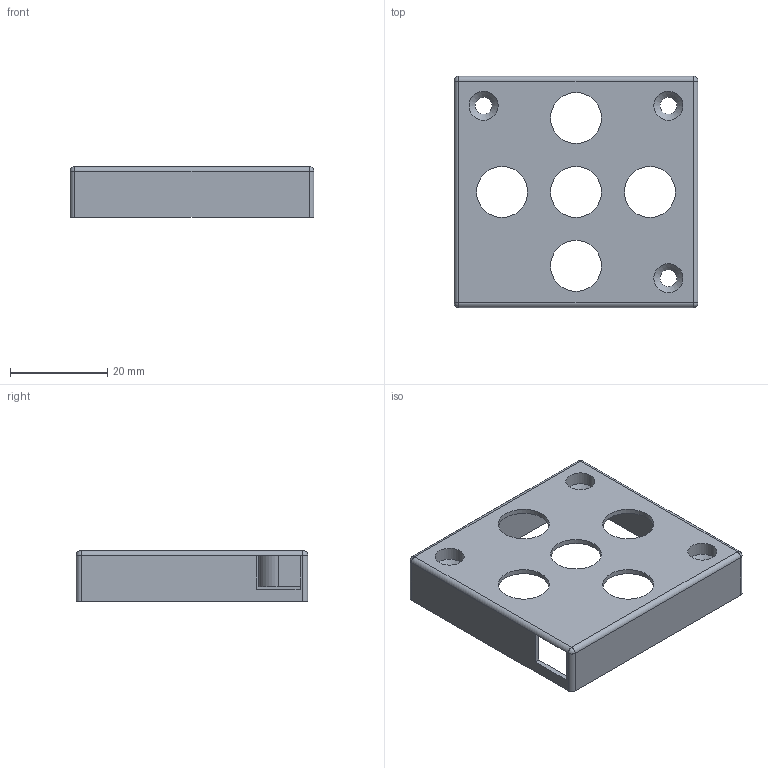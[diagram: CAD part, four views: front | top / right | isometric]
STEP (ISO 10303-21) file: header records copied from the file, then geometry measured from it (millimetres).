
FILE_DESCRIPTION(('FreeCAD Model'),'2;1');
FILE_NAME('keypad-case.step','2015-07-05T14:34:23',('FreeCAD'),('FreeCAD'), 'Open CASCADE STEP processor 6.5','FreeCAD','Unknown');
FILE_SCHEMA(('AUTOMOTIVE_DESIGN_CC2 { 1 2 10303 214 -1 1 5 4 }'));
Length unit declared in the file: millimetre
Products named in the file (1): keypad-case
Bounding box: 50.26 x 47.72 x 10.5 mm (x, y, z)
Volume: 4848.4 mm3; surface area: 7944.4 mm2
Topology: 1 solids, 1 shells, 54 faces, 153 edges, 100 vertices
Faces by surface type: plane 25, cylinder 22, sphere 4, cone 3
Full cylindrical faces by diameter (mm): 3.5 x3, 6 x3, 10.5 x5
Entity records: 3950 total; most frequent: CARTESIAN_POINT 1014, DIRECTION 512, ORIENTED_EDGE 306, PCURVE 306, DEFINITIONAL_REPRESENTATION 306, LINE 282, VECTOR 282, EDGE_CURVE 153
